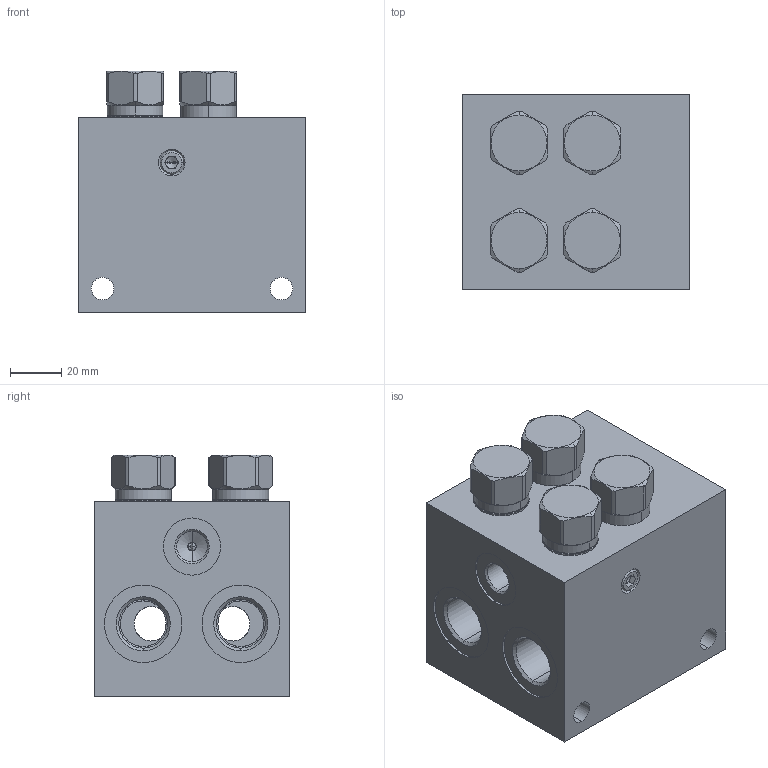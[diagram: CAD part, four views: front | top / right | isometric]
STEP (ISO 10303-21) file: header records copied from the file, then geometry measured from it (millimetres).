
FILE_DESCRIPTION((''),'2;1');
FILE_NAME('EQV_ASM','2020-02-03T',('ProEService'),(''),'PRO/ENGINEER BY PARAMETRIC TECHNOLOGY CORPORATION, 2014200','PRO/ENGINEER BY PARAMETRIC TECHNOLOGY CORPORATION, 2014200','');
FILE_SCHEMA(('CONFIG_CONTROL_DESIGN'));
Length unit declared in the file: inch
Products named in the file (7): 150-836-006; CXCDXAN; CXDAXAN; 260-010; 340-002; 800-001-070; EQV_ASM
Assembly tree (8 placements, depth 2):
  EQV_ASM
    150-836-006
    CXCDXAN  x2
    CXDAXAN  x2
    260-010
    340-002
    800-001-070
Bounding box: 88.9 x 76.2 x 94.46 mm (x, y, z)
Volume: 444903.9 mm3; surface area: 91926.7 mm2
Topology: 11 solids, 13 shells, 1345 faces, 3808 edges, 2705 vertices
Faces by surface type: cylinder 610, cone 282, plane 271, torus 122, bspline 36, revolution 24
Entity records: 33615 total; most frequent: CARTESIAN_POINT 11782, DIRECTION 4543, ORIENTED_EDGE 4130, EDGE_CURVE 2065, AXIS2_PLACEMENT_3D 1728, VERTEX_POINT 1289, VECTOR 1075, LINE 1075
